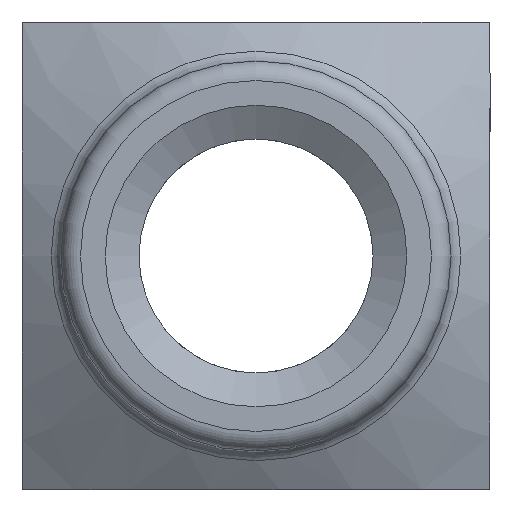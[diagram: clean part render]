
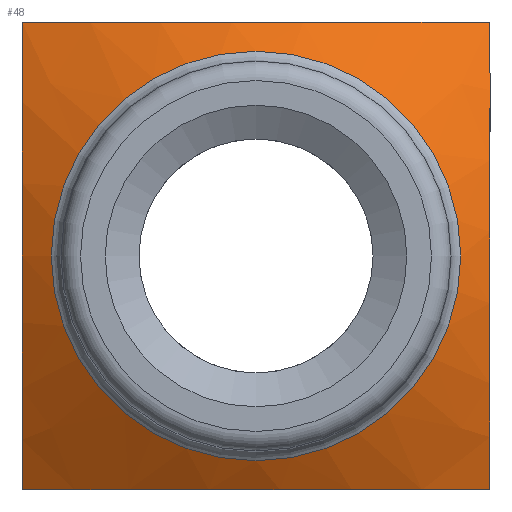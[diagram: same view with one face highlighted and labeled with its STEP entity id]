
A CAD part, front view. The second image highlights one B-rep face of the part: STEP entity #48.
In plain terms, the highlighted conical face has half-angle 60 degrees and reference radius 5 mm.
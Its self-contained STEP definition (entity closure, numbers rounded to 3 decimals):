
#18 = VERTEX_POINT ( 'NONE', #362 ) ;
#30 = CARTESIAN_POINT ( 'NONE',  ( 0.515, -26.423, -6. ) ) ;
#41 = CARTESIAN_POINT ( 'NONE',  ( -5.041, -25.379, -6. ) ) ;
#48 = ADVANCED_FACE ( 'NONE', ( #235, #563 ), #632, .T. ) ;
#60 = CARTESIAN_POINT ( 'NONE',  ( 6., -26.423, 0.515 ) ) ;
#75 = EDGE_LOOP ( 'NONE', ( #690, #478, #476, #556 ) ) ;
#109 = AXIS2_PLACEMENT_3D ( 'NONE', #842, #575, #375 ) ;
#118 = CARTESIAN_POINT ( 'NONE',  ( 6., -26.238, 2.048 ) ) ;
#125 = EDGE_CURVE ( 'NONE', #194, #412, #788, .T. ) ;
#130 = CARTESIAN_POINT ( 'NONE',  ( 6., -25.732, -4.07 ) ) ;
#163 = CARTESIAN_POINT ( 'NONE',  ( -2.575, -26.126, -6. ) ) ;
#180 = CARTESIAN_POINT ( 'NONE',  ( -6., -26.423, -0.515 ) ) ;
#191 = CARTESIAN_POINT ( 'NONE',  ( 2.575, -26.126, 6. ) ) ;
#193 = CARTESIAN_POINT ( 'NONE',  ( -1.028, -26.384, 6. ) ) ;
#194 = VERTEX_POINT ( 'NONE', #796 ) ;
#202 = CARTESIAN_POINT ( 'NONE',  ( -0.515, -26.423, 6. ) ) ;
#213 = VERTEX_POINT ( 'NONE', #485 ) ;
#227 = CARTESIAN_POINT ( 'NONE',  ( -6., -25.734, -4.068 ) ) ;
#235 = FACE_BOUND ( 'NONE', #405, .T. ) ;
#256 = CARTESIAN_POINT ( 'NONE',  ( 5.041, -25.379, 6. ) ) ;
#262 = CIRCLE ( 'NONE', #273, 5.25 ) ;
#266 = B_SPLINE_CURVE_WITH_KNOTS ( 'NONE', 3,
 ( #267, #642, #655, #530, #118, #583, #60, #855, #516, #524, #399, #790, #329, #130, #463, #588 ),
 .UNSPECIFIED., .F., .F.,
 ( 4, 2, 2, 2, 2, 2, 2, 4 ),
 ( 0.014, 0.017, 0.018, 0.02, 0.021, 0.021, 0.023, 0.026 ),
 .UNSPECIFIED. ) ;
#267 = CARTESIAN_POINT ( 'NONE',  ( 6., -24.988, 6. ) ) ;
#273 = AXIS2_PLACEMENT_3D ( 'NONE', #865, #821, #409 ) ;
#300 = CARTESIAN_POINT ( 'NONE',  ( 2.048, -26.238, -6. ) ) ;
#310 = CARTESIAN_POINT ( 'NONE',  ( -6., -26.13, -2.557 ) ) ;
#324 = VERTEX_POINT ( 'NONE', #851 ) ;
#326 = CARTESIAN_POINT ( 'NONE',  ( 1.037, -26.374, 6. ) ) ;
#329 = CARTESIAN_POINT ( 'NONE',  ( 6., -26.126, -2.575 ) ) ;
#360 = CARTESIAN_POINT ( 'NONE',  ( 2.557, -26.13, -6. ) ) ;
#362 = CARTESIAN_POINT ( 'NONE',  ( -6., -24.988, -6. ) ) ;
#366 = CARTESIAN_POINT ( 'NONE',  ( -0.259, -26.423, -6. ) ) ;
#367 = CARTESIAN_POINT ( 'NONE',  ( -6., -24.988, 6. ) ) ;
#375 = DIRECTION ( 'NONE',  ( -1., 0., 0. ) ) ;
#391 = B_SPLINE_CURVE_WITH_KNOTS ( 'NONE', 3,
 ( #506, #503, #227, #310, #775, #844, #180, #766, #434, #438, #492, #628, #758, #703, #625, #367 ),
 .UNSPECIFIED., .F., .F.,
 ( 4, 2, 2, 2, 2, 2, 2, 4 ),
 ( 0.014, 0.017, 0.018, 0.02, 0.021, 0.021, 0.023, 0.026 ),
 .UNSPECIFIED. ) ;
#399 = CARTESIAN_POINT ( 'NONE',  ( 6., -26.345, -1.298 ) ) ;
#400 = CARTESIAN_POINT ( 'NONE',  ( 2.07, -26.234, 6. ) ) ;
#405 = EDGE_LOOP ( 'NONE', ( #784 ) ) ;
#406 = CARTESIAN_POINT ( 'NONE',  ( -5.041, -25.379, 6. ) ) ;
#408 = EDGE_CURVE ( 'NONE', #18, #194, #391, .T. ) ;
#409 = DIRECTION ( 'NONE',  ( -1., 0., 0. ) ) ;
#412 = VERTEX_POINT ( 'NONE', #633 ) ;
#423 = CARTESIAN_POINT ( 'NONE',  ( -0.518, -26.413, -6. ) ) ;
#434 = CARTESIAN_POINT ( 'NONE',  ( -6., -26.413, 0.518 ) ) ;
#438 = CARTESIAN_POINT ( 'NONE',  ( -6., -26.374, 1.037 ) ) ;
#455 = CARTESIAN_POINT ( 'NONE',  ( 4.07, -25.732, 6. ) ) ;
#461 = CARTESIAN_POINT ( 'NONE',  ( 0.518, -26.413, 6. ) ) ;
#463 = CARTESIAN_POINT ( 'NONE',  ( 6., -25.379, -5.041 ) ) ;
#476 = ORIENTED_EDGE ( 'NONE', *, *, #494, .F. ) ;
#478 = ORIENTED_EDGE ( 'NONE', *, *, #672, .F. ) ;
#485 = CARTESIAN_POINT ( 'NONE',  ( 6., -24.988, -6. ) ) ;
#487 = CARTESIAN_POINT ( 'NONE',  ( 1.028, -26.384, -6. ) ) ;
#492 = CARTESIAN_POINT ( 'NONE',  ( -6., -26.345, 1.298 ) ) ;
#494 = EDGE_CURVE ( 'NONE', #412, #213, #266, .T. ) ;
#495 = CARTESIAN_POINT ( 'NONE',  ( -1.037, -26.374, -6. ) ) ;
#503 = CARTESIAN_POINT ( 'NONE',  ( -6., -25.379, -5.041 ) ) ;
#506 = CARTESIAN_POINT ( 'NONE',  ( -6., -24.988, -6. ) ) ;
#516 = CARTESIAN_POINT ( 'NONE',  ( 6., -26.413, -0.518 ) ) ;
#524 = CARTESIAN_POINT ( 'NONE',  ( 6., -26.374, -1.037 ) ) ;
#530 = CARTESIAN_POINT ( 'NONE',  ( 6., -26.13, 2.557 ) ) ;
#534 = EDGE_CURVE ( 'NONE', #324, #324, #262, .T. ) ;
#556 = ORIENTED_EDGE ( 'NONE', *, *, #125, .F. ) ;
#563 = FACE_OUTER_BOUND ( 'NONE', #75, .T. ) ;
#573 = CARTESIAN_POINT ( 'NONE',  ( 4.068, -25.734, -6. ) ) ;
#575 = DIRECTION ( 'NONE',  ( 0., 1., 0. ) ) ;
#576 = B_SPLINE_CURVE_WITH_KNOTS ( 'NONE', 3,
 ( #613, #753, #573, #360, #300, #487, #30, #366, #423, #495, #624, #706, #163, #702, #41, #761 ),
 .UNSPECIFIED., .F., .F.,
 ( 4, 2, 2, 2, 2, 2, 2, 4 ),
 ( 0.014, 0.017, 0.018, 0.02, 0.021, 0.021, 0.023, 0.026 ),
 .UNSPECIFIED. ) ;
#583 = CARTESIAN_POINT ( 'NONE',  ( 6., -26.384, 1.028 ) ) ;
#587 = CARTESIAN_POINT ( 'NONE',  ( 6., -24.988, 6. ) ) ;
#588 = CARTESIAN_POINT ( 'NONE',  ( 6., -24.988, -6. ) ) ;
#593 = CARTESIAN_POINT ( 'NONE',  ( -2.557, -26.13, 6. ) ) ;
#613 = CARTESIAN_POINT ( 'NONE',  ( 6., -24.988, -6. ) ) ;
#624 = CARTESIAN_POINT ( 'NONE',  ( -1.298, -26.345, -6. ) ) ;
#625 = CARTESIAN_POINT ( 'NONE',  ( -6., -25.379, 5.041 ) ) ;
#628 = CARTESIAN_POINT ( 'NONE',  ( -6., -26.234, 2.07 ) ) ;
#632 = CONICAL_SURFACE ( 'NONE', #109, 5., 1.047 ) ;
#633 = CARTESIAN_POINT ( 'NONE',  ( 6., -24.988, 6. ) ) ;
#642 = CARTESIAN_POINT ( 'NONE',  ( 6., -25.379, 5.041 ) ) ;
#655 = CARTESIAN_POINT ( 'NONE',  ( 6., -25.734, 4.068 ) ) ;
#672 = EDGE_CURVE ( 'NONE', #213, #18, #576, .T. ) ;
#690 = ORIENTED_EDGE ( 'NONE', *, *, #408, .F. ) ;
#702 = CARTESIAN_POINT ( 'NONE',  ( -4.07, -25.732, -6. ) ) ;
#703 = CARTESIAN_POINT ( 'NONE',  ( -6., -25.732, 4.07 ) ) ;
#706 = CARTESIAN_POINT ( 'NONE',  ( -2.07, -26.234, -6. ) ) ;
#729 = CARTESIAN_POINT ( 'NONE',  ( -2.048, -26.238, 6. ) ) ;
#753 = CARTESIAN_POINT ( 'NONE',  ( 5.041, -25.379, -6. ) ) ;
#758 = CARTESIAN_POINT ( 'NONE',  ( -6., -26.126, 2.575 ) ) ;
#761 = CARTESIAN_POINT ( 'NONE',  ( -6., -24.988, -6. ) ) ;
#766 = CARTESIAN_POINT ( 'NONE',  ( -6., -26.423, 0.259 ) ) ;
#775 = CARTESIAN_POINT ( 'NONE',  ( -6., -26.238, -2.048 ) ) ;
#782 = CARTESIAN_POINT ( 'NONE',  ( 0.259, -26.423, 6. ) ) ;
#784 = ORIENTED_EDGE ( 'NONE', *, *, #534, .T. ) ;
#787 = CARTESIAN_POINT ( 'NONE',  ( 1.298, -26.345, 6. ) ) ;
#788 = B_SPLINE_CURVE_WITH_KNOTS ( 'NONE', 3,
 ( #856, #406, #791, #593, #729, #193, #202, #782, #461, #326, #787, #400, #191, #455, #256, #587 ),
 .UNSPECIFIED., .F., .F.,
 ( 4, 2, 2, 2, 2, 2, 2, 4 ),
 ( 0.014, 0.017, 0.018, 0.02, 0.021, 0.021, 0.023, 0.026 ),
 .UNSPECIFIED. ) ;
#790 = CARTESIAN_POINT ( 'NONE',  ( 6., -26.234, -2.07 ) ) ;
#791 = CARTESIAN_POINT ( 'NONE',  ( -4.068, -25.734, 6. ) ) ;
#796 = CARTESIAN_POINT ( 'NONE',  ( -6., -24.988, 6. ) ) ;
#821 = DIRECTION ( 'NONE',  ( 0., 1., 0. ) ) ;
#842 = CARTESIAN_POINT ( 'NONE',  ( 0., -27., 0. ) ) ;
#844 = CARTESIAN_POINT ( 'NONE',  ( -6., -26.384, -1.028 ) ) ;
#851 = CARTESIAN_POINT ( 'NONE',  ( -5.25, -26.856, 0. ) ) ;
#855 = CARTESIAN_POINT ( 'NONE',  ( 6., -26.423, -0.259 ) ) ;
#856 = CARTESIAN_POINT ( 'NONE',  ( -6., -24.988, 6. ) ) ;
#865 = CARTESIAN_POINT ( 'NONE',  ( 0., -26.856, 0. ) ) ;
